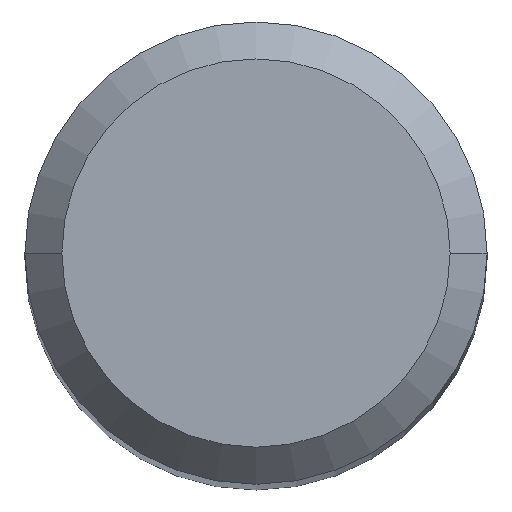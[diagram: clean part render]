
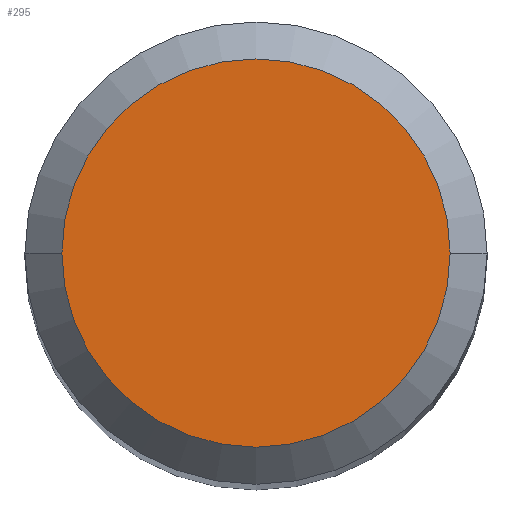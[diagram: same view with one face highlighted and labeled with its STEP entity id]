
A CAD part, top view. The second image highlights one B-rep face of the part: STEP entity #295.
In plain terms, the highlighted planar face has unit normal (0, 0, 1).
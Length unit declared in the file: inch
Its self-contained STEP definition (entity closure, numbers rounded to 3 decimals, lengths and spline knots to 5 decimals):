
#16 = CARTESIAN_POINT ( 'NONE',  ( 0., 0., 2. ) ) ;
#18 = FACE_OUTER_BOUND ( 'NONE', #19, .T. ) ;
#19 = EDGE_LOOP ( 'NONE', ( #22, #300 ) ) ;
#22 = ORIENTED_EDGE ( 'NONE', *, *, #119, .T. ) ;
#53 = AXIS2_PLACEMENT_3D ( 'NONE', #16, #313, #267 ) ;
#84 = VERTEX_POINT ( 'NONE', #130 ) ;
#87 = DIRECTION ( 'NONE',  ( 1., 0., 0. ) ) ;
#116 = CARTESIAN_POINT ( 'NONE',  ( 0.07875, 0., 2. ) ) ;
#119 = EDGE_CURVE ( 'NONE', #84, #319, #277, .T. ) ;
#121 = CARTESIAN_POINT ( 'NONE',  ( 0., 0., 2. ) ) ;
#130 = CARTESIAN_POINT ( 'NONE',  ( -0.07875, 0., 2. ) ) ;
#138 = CARTESIAN_POINT ( 'NONE',  ( 0., 0., 2. ) ) ;
#156 = CIRCLE ( 'NONE', #53, 0.07875 ) ;
#207 = DIRECTION ( 'NONE',  ( 0., 0., 1. ) ) ;
#211 = DIRECTION ( 'NONE',  ( 1., 0., 0. ) ) ;
#212 = AXIS2_PLACEMENT_3D ( 'NONE', #138, #207, #87 ) ;
#216 = PLANE ( 'NONE',  #283 ) ;
#267 = DIRECTION ( 'NONE',  ( 1., 0., 0. ) ) ;
#277 = CIRCLE ( 'NONE', #212, 0.07875 ) ;
#283 = AXIS2_PLACEMENT_3D ( 'NONE', #121, #317, #211 ) ;
#295 = ADVANCED_FACE ( 'NONE', ( #18 ), #216, .T. ) ;
#300 = ORIENTED_EDGE ( 'NONE', *, *, #311, .T. ) ;
#311 = EDGE_CURVE ( 'NONE', #319, #84, #156, .T. ) ;
#313 = DIRECTION ( 'NONE',  ( 0., 0., 1. ) ) ;
#317 = DIRECTION ( 'NONE',  ( 0., 0., 1. ) ) ;
#319 = VERTEX_POINT ( 'NONE', #116 ) ;
